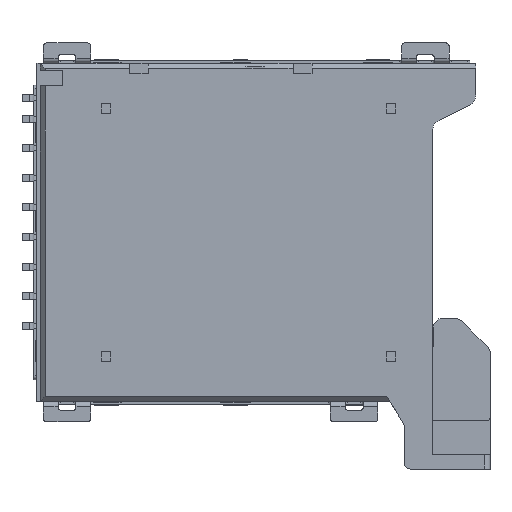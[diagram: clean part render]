
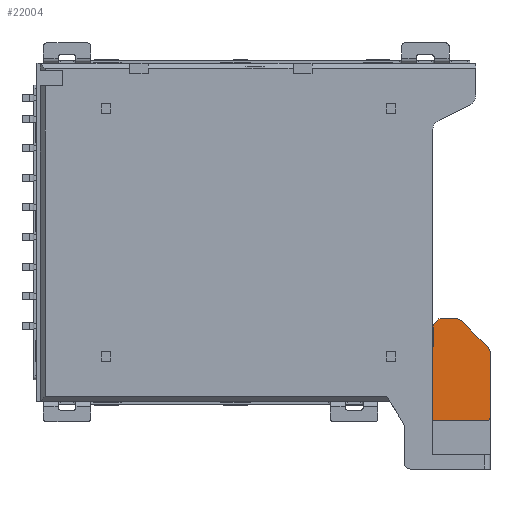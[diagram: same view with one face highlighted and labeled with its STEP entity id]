
A CAD part, front view. The second image highlights one B-rep face of the part: STEP entity #22004.
In plain terms, the highlighted planar face has unit normal (0, -1, 0).
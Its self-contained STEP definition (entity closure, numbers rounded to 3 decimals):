
#30 = CARTESIAN_POINT ( 'NONE',  ( 4.95, -3., -24.527 ) ) ;
#381 = ORIENTED_EDGE ( 'NONE', *, *, #13923, .T. ) ;
#481 = EDGE_CURVE ( 'NONE', #19585, #16420, #12917, .T. ) ;
#953 = CARTESIAN_POINT ( 'NONE',  ( 0.15, -3., -24.12 ) ) ;
#1126 = DIRECTION ( 'NONE',  ( 0., 1., 0. ) ) ;
#1185 = CARTESIAN_POINT ( 'NONE',  ( 0.1, -3., -5.918 ) ) ;
#1254 = CIRCLE ( 'NONE', #6689, 0.5 ) ;
#1475 = AXIS2_PLACEMENT_3D ( 'NONE', #13276, #1126, #25168 ) ;
#2278 = DIRECTION ( 'NONE',  ( 0., 0., -1. ) ) ;
#2562 = DIRECTION ( 'NONE',  ( 0., -1., 0. ) ) ;
#3016 = CARTESIAN_POINT ( 'NONE',  ( 0.65, -3., -21.77 ) ) ;
#3017 = VECTOR ( 'NONE', #22419, 1000. ) ;
#3204 = DIRECTION ( 'NONE',  ( 0., 0., 1. ) ) ;
#3545 = VERTEX_POINT ( 'NONE', #22681 ) ;
#3609 = VECTOR ( 'NONE', #13046, 1000. ) ;
#3953 = CARTESIAN_POINT ( 'NONE',  ( 0.1, -3., -21.77 ) ) ;
#4049 = LINE ( 'NONE', #23067, #10417 ) ;
#4225 = CARTESIAN_POINT ( 'NONE',  ( 4.804, -3., -24.174 ) ) ;
#4597 = VERTEX_POINT ( 'NONE', #24503 ) ;
#4716 = VERTEX_POINT ( 'NONE', #8964 ) ;
#5101 = CIRCLE ( 'NONE', #14503, 0.2 ) ;
#5459 = EDGE_CURVE ( 'NONE', #21233, #14950, #1254, .T. ) ;
#5567 = CARTESIAN_POINT ( 'NONE',  ( 4.804, -3., -24.174 ) ) ;
#5858 = EDGE_CURVE ( 'NONE', #14950, #4597, #15187, .T. ) ;
#6349 = PLANE ( 'NONE',  #14470 ) ;
#6688 = ORIENTED_EDGE ( 'NONE', *, *, #10924, .F. ) ;
#6689 = AXIS2_PLACEMENT_3D ( 'NONE', #25686, #15643, #13264 ) ;
#6809 = DIRECTION ( 'NONE',  ( 1., 0., 0. ) ) ;
#7313 = CARTESIAN_POINT ( 'NONE',  ( 4.95, -3., -30.12 ) ) ;
#7393 = ORIENTED_EDGE ( 'NONE', *, *, #5858, .T. ) ;
#7623 = LINE ( 'NONE', #10590, #19302 ) ;
#7918 = FACE_OUTER_BOUND ( 'NONE', #25225, .T. ) ;
#8964 = CARTESIAN_POINT ( 'NONE',  ( 0.65, -3., -21.77 ) ) ;
#9023 = LINE ( 'NONE', #12962, #3609 ) ;
#9981 = EDGE_CURVE ( 'NONE', #11304, #4597, #23769, .T. ) ;
#10417 = VECTOR ( 'NONE', #6809, 1000. ) ;
#10532 = ORIENTED_EDGE ( 'NONE', *, *, #9981, .F. ) ;
#10590 = CARTESIAN_POINT ( 'NONE',  ( 4.95, -3., -24.527 ) ) ;
#10924 = EDGE_CURVE ( 'NONE', #21233, #24369, #7623, .T. ) ;
#11023 = VECTOR ( 'NONE', #3204, 1000. ) ;
#11201 = EDGE_CURVE ( 'NONE', #4716, #11304, #17071, .T. ) ;
#11304 = VERTEX_POINT ( 'NONE', #17821 ) ;
#11413 = VECTOR ( 'NONE', #17199, 1000. ) ;
#11972 = CARTESIAN_POINT ( 'NONE',  ( 0.1, -3., -30.32 ) ) ;
#12073 = VERTEX_POINT ( 'NONE', #953 ) ;
#12108 = EDGE_CURVE ( 'NONE', #16420, #12073, #4049, .T. ) ;
#12273 = VECTOR ( 'NONE', #22038, 1000. ) ;
#12740 = ORIENTED_EDGE ( 'NONE', *, *, #12108, .F. ) ;
#12917 = LINE ( 'NONE', #1185, #11023 ) ;
#12962 = CARTESIAN_POINT ( 'NONE',  ( 0.15, -3., -22.27 ) ) ;
#13046 = DIRECTION ( 'NONE',  ( 0.707, 0., 0.707 ) ) ;
#13264 = DIRECTION ( 'NONE',  ( 0., 0., -1. ) ) ;
#13276 = CARTESIAN_POINT ( 'NONE',  ( 2.193, -3., -22.27 ) ) ;
#13522 = EDGE_CURVE ( 'NONE', #19585, #3545, #18881, .T. ) ;
#13644 = DIRECTION ( 'NONE',  ( -0.707, 0., 0.707 ) ) ;
#13923 = EDGE_CURVE ( 'NONE', #19559, #12073, #25172, .T. ) ;
#14470 = AXIS2_PLACEMENT_3D ( 'NONE', #3953, #24460, #2278 ) ;
#14503 = AXIS2_PLACEMENT_3D ( 'NONE', #14631, #2562, #16733 ) ;
#14631 = CARTESIAN_POINT ( 'NONE',  ( 4.75, -3., -30.12 ) ) ;
#14950 = VERTEX_POINT ( 'NONE', #4225 ) ;
#15187 = LINE ( 'NONE', #5567, #23383 ) ;
#15643 = DIRECTION ( 'NONE',  ( 0., -1., 0. ) ) ;
#15868 = CARTESIAN_POINT ( 'NONE',  ( 0.1, -3., -30.32 ) ) ;
#16420 = VERTEX_POINT ( 'NONE', #23562 ) ;
#16733 = DIRECTION ( 'NONE',  ( 0., 0., -1. ) ) ;
#16964 = ORIENTED_EDGE ( 'NONE', *, *, #24966, .T. ) ;
#17071 = LINE ( 'NONE', #3016, #11413 ) ;
#17199 = DIRECTION ( 'NONE',  ( 1., 0., 0. ) ) ;
#17821 = CARTESIAN_POINT ( 'NONE',  ( 2.193, -3., -21.77 ) ) ;
#17958 = ORIENTED_EDGE ( 'NONE', *, *, #5459, .T. ) ;
#18301 = ORIENTED_EDGE ( 'NONE', *, *, #481, .F. ) ;
#18881 = LINE ( 'NONE', #11972, #12273 ) ;
#19102 = EDGE_CURVE ( 'NONE', #19559, #4716, #9023, .T. ) ;
#19302 = VECTOR ( 'NONE', #24681, 1000. ) ;
#19559 = VERTEX_POINT ( 'NONE', #26003 ) ;
#19585 = VERTEX_POINT ( 'NONE', #15868 ) ;
#19725 = ORIENTED_EDGE ( 'NONE', *, *, #11201, .F. ) ;
#20944 = ORIENTED_EDGE ( 'NONE', *, *, #19102, .F. ) ;
#21233 = VERTEX_POINT ( 'NONE', #30 ) ;
#22004 = ADVANCED_FACE ( 'NONE', ( #7918 ), #6349, .T. ) ;
#22038 = DIRECTION ( 'NONE',  ( 1., 0., 0. ) ) ;
#22419 = DIRECTION ( 'NONE',  ( 0., 0., -1. ) ) ;
#22504 = CARTESIAN_POINT ( 'NONE',  ( 0.15, -3., -21.77 ) ) ;
#22681 = CARTESIAN_POINT ( 'NONE',  ( 4.75, -3., -30.32 ) ) ;
#22686 = ORIENTED_EDGE ( 'NONE', *, *, #13522, .T. ) ;
#23067 = CARTESIAN_POINT ( 'NONE',  ( -0.25, -3., -24.12 ) ) ;
#23383 = VECTOR ( 'NONE', #13644, 1000. ) ;
#23562 = CARTESIAN_POINT ( 'NONE',  ( 0.1, -3., -24.12 ) ) ;
#23769 = CIRCLE ( 'NONE', #1475, 0.5 ) ;
#24369 = VERTEX_POINT ( 'NONE', #7313 ) ;
#24460 = DIRECTION ( 'NONE',  ( 0., -1., 0. ) ) ;
#24503 = CARTESIAN_POINT ( 'NONE',  ( 2.546, -3., -21.916 ) ) ;
#24681 = DIRECTION ( 'NONE',  ( 0., 0., -1. ) ) ;
#24966 = EDGE_CURVE ( 'NONE', #3545, #24369, #5101, .T. ) ;
#25168 = DIRECTION ( 'NONE',  ( 0., 0., 1. ) ) ;
#25172 = LINE ( 'NONE', #22504, #3017 ) ;
#25225 = EDGE_LOOP ( 'NONE', ( #6688, #17958, #7393, #10532, #19725, #20944, #381, #12740, #18301, #22686, #16964 ) ) ;
#25686 = CARTESIAN_POINT ( 'NONE',  ( 4.45, -3., -24.527 ) ) ;
#26003 = CARTESIAN_POINT ( 'NONE',  ( 0.15, -3., -22.27 ) ) ;
